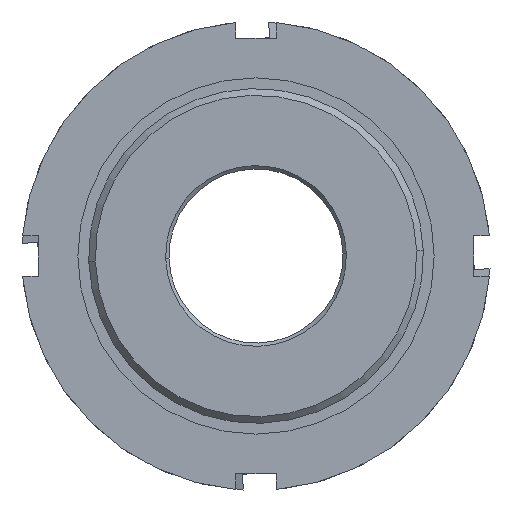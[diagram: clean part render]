
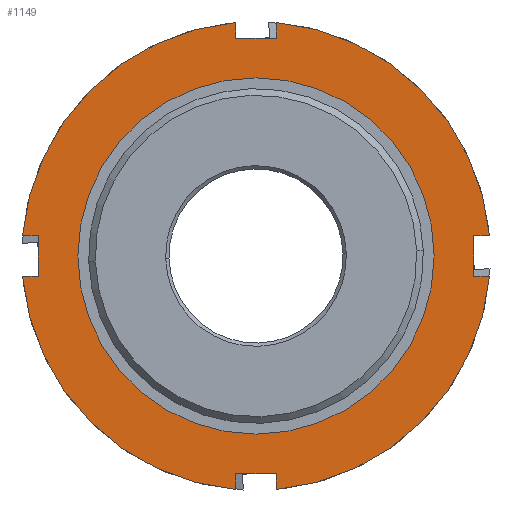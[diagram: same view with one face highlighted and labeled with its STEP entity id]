
A CAD part, front view. The second image highlights one B-rep face of the part: STEP entity #1149.
In plain terms, the highlighted planar face has unit normal (0, -1, 0).
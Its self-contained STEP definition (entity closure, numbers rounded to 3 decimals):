
#11 = EDGE_CURVE ( 'NONE', #421, #2615, #436, .T. ) ;
#12 = VERTEX_POINT ( 'NONE', #2750 ) ;
#16 = LINE ( 'NONE', #2252, #2687 ) ;
#28 = DIRECTION ( 'NONE',  ( 0., 0., 1. ) ) ;
#69 = VECTOR ( 'NONE', #103, 1000. ) ;
#103 = DIRECTION ( 'NONE',  ( -1., 0., 0. ) ) ;
#111 = ORIENTED_EDGE ( 'NONE', *, *, #2470, .F. ) ;
#133 = VECTOR ( 'NONE', #2478, 1000. ) ;
#157 = VERTEX_POINT ( 'NONE', #634 ) ;
#196 = LINE ( 'NONE', #2344, #1969 ) ;
#204 = CARTESIAN_POINT ( 'NONE',  ( 26.6, -23.269, 0. ) ) ;
#207 = CARTESIAN_POINT ( 'NONE',  ( -3., -23.269, -34.871 ) ) ;
#229 = AXIS2_PLACEMENT_3D ( 'NONE', #639, #449, #1515 ) ;
#248 = LINE ( 'NONE', #1492, #1996 ) ;
#259 = EDGE_CURVE ( 'NONE', #308, #397, #1981, .T. ) ;
#308 = VERTEX_POINT ( 'NONE', #1990 ) ;
#345 = EDGE_CURVE ( 'NONE', #157, #12, #1643, .T. ) ;
#378 = ORIENTED_EDGE ( 'NONE', *, *, #345, .F. ) ;
#397 = VERTEX_POINT ( 'NONE', #973 ) ;
#401 = CARTESIAN_POINT ( 'NONE',  ( 0., -23.269, 0. ) ) ;
#413 = CARTESIAN_POINT ( 'NONE',  ( 32.5, -23.269, 0. ) ) ;
#421 = VERTEX_POINT ( 'NONE', #2459 ) ;
#423 = AXIS2_PLACEMENT_3D ( 'NONE', #401, #628, #2553 ) ;
#433 = EDGE_CURVE ( 'NONE', #957, #2137, #2151, .T. ) ;
#436 = LINE ( 'NONE', #413, #2347 ) ;
#438 = ORIENTED_EDGE ( 'NONE', *, *, #1961, .F. ) ;
#449 = DIRECTION ( 'NONE',  ( 0., 1., 0. ) ) ;
#571 = DIRECTION ( 'NONE',  ( -1., 0., 0. ) ) ;
#628 = DIRECTION ( 'NONE',  ( 0., 1., 0. ) ) ;
#634 = CARTESIAN_POINT ( 'NONE',  ( 3., -23.269, 32.5 ) ) ;
#639 = CARTESIAN_POINT ( 'NONE',  ( 0., -23.269, 0. ) ) ;
#644 = VERTEX_POINT ( 'NONE', #2111 ) ;
#661 = CARTESIAN_POINT ( 'NONE',  ( 3., -23.269, -32.5 ) ) ;
#671 = VERTEX_POINT ( 'NONE', #2587 ) ;
#723 = CARTESIAN_POINT ( 'NONE',  ( 0., -23.269, -32.5 ) ) ;
#733 = DIRECTION ( 'NONE',  ( 0., 1., 0. ) ) ;
#757 = LINE ( 'NONE', #1905, #1502 ) ;
#766 = EDGE_CURVE ( 'NONE', #671, #1178, #2182, .T. ) ;
#775 = ORIENTED_EDGE ( 'NONE', *, *, #2495, .F. ) ;
#776 = VERTEX_POINT ( 'NONE', #1171 ) ;
#833 = AXIS2_PLACEMENT_3D ( 'NONE', #877, #1091, #2561 ) ;
#846 = DIRECTION ( 'NONE',  ( 0., 0., -1. ) ) ;
#876 = CARTESIAN_POINT ( 'NONE',  ( 3., -23.269, -34.871 ) ) ;
#877 = CARTESIAN_POINT ( 'NONE',  ( 0., -23.269, 0. ) ) ;
#941 = CARTESIAN_POINT ( 'NONE',  ( 0., -23.269, 0. ) ) ;
#957 = VERTEX_POINT ( 'NONE', #661 ) ;
#963 = ORIENTED_EDGE ( 'NONE', *, *, #1359, .F. ) ;
#972 = EDGE_CURVE ( 'NONE', #421, #1881, #196, .T. ) ;
#973 = CARTESIAN_POINT ( 'NONE',  ( -3., -23.269, 34.871 ) ) ;
#976 = EDGE_CURVE ( 'NONE', #2137, #2574, #2443, .T. ) ;
#978 = DIRECTION ( 'NONE',  ( 0., 1., 0. ) ) ;
#983 = ORIENTED_EDGE ( 'NONE', *, *, #259, .T. ) ;
#1033 = VERTEX_POINT ( 'NONE', #2379 ) ;
#1084 = FACE_BOUND ( 'NONE', #1581, .T. ) ;
#1091 = DIRECTION ( 'NONE',  ( 0., 1., 0. ) ) ;
#1124 = CARTESIAN_POINT ( 'NONE',  ( 26.6, -23.269, 3. ) ) ;
#1149 = ADVANCED_FACE ( 'NONE', ( #1084, #1234 ), #1669, .F. ) ;
#1171 = CARTESIAN_POINT ( 'NONE',  ( -32.5, -23.269, 3. ) ) ;
#1178 = VERTEX_POINT ( 'NONE', #2156 ) ;
#1200 = CIRCLE ( 'NONE', #423, 35. ) ;
#1201 = VERTEX_POINT ( 'NONE', #1973 ) ;
#1205 = CARTESIAN_POINT ( 'NONE',  ( -3., -23.269, -32.5 ) ) ;
#1209 = EDGE_CURVE ( 'NONE', #1033, #776, #2247, .T. ) ;
#1234 = FACE_OUTER_BOUND ( 'NONE', #1633, .T. ) ;
#1270 = DIRECTION ( 'NONE',  ( 1., 0., 0. ) ) ;
#1272 = DIRECTION ( 'NONE',  ( 0., 0., -1. ) ) ;
#1282 = DIRECTION ( 'NONE',  ( -1., 0., 0. ) ) ;
#1294 = VECTOR ( 'NONE', #846, 1000. ) ;
#1296 = ORIENTED_EDGE ( 'NONE', *, *, #972, .T. ) ;
#1359 = EDGE_CURVE ( 'NONE', #1201, #1442, #2741, .T. ) ;
#1375 = CARTESIAN_POINT ( 'NONE',  ( -3., -23.269, 0. ) ) ;
#1376 = CARTESIAN_POINT ( 'NONE',  ( 0., -23.269, 32.5 ) ) ;
#1382 = ORIENTED_EDGE ( 'NONE', *, *, #766, .T. ) ;
#1392 = DIRECTION ( 'NONE',  ( -1., 0., 0. ) ) ;
#1398 = ORIENTED_EDGE ( 'NONE', *, *, #2554, .T. ) ;
#1424 = CIRCLE ( 'NONE', #833, 26.6 ) ;
#1440 = VECTOR ( 'NONE', #1757, 1000. ) ;
#1442 = VERTEX_POINT ( 'NONE', #876 ) ;
#1468 = CIRCLE ( 'NONE', #1735, 35. ) ;
#1492 = CARTESIAN_POINT ( 'NONE',  ( 3., -23.269, 0. ) ) ;
#1502 = VECTOR ( 'NONE', #1282, 1000. ) ;
#1515 = DIRECTION ( 'NONE',  ( -1., 0., 0. ) ) ;
#1581 = EDGE_LOOP ( 'NONE', ( #1382, #1398 ) ) ;
#1582 = EDGE_CURVE ( 'NONE', #12, #1881, #1468, .T. ) ;
#1617 = AXIS2_PLACEMENT_3D ( 'NONE', #941, #1775, #1392 ) ;
#1633 = EDGE_LOOP ( 'NONE', ( #111, #2278, #2705, #1647, #2508, #2101, #2677, #963, #438, #2471, #1296, #2764, #378, #2585, #983, #775 ) ) ;
#1643 = LINE ( 'NONE', #2036, #133 ) ;
#1647 = ORIENTED_EDGE ( 'NONE', *, *, #1760, .F. ) ;
#1669 = PLANE ( 'NONE',  #1845 ) ;
#1674 = AXIS2_PLACEMENT_3D ( 'NONE', #1795, #733, #2703 ) ;
#1696 = DIRECTION ( 'NONE',  ( 0., 1., 0. ) ) ;
#1706 = DIRECTION ( 'NONE',  ( -1., 0., 0. ) ) ;
#1712 = CARTESIAN_POINT ( 'NONE',  ( -3., -23.269, 0. ) ) ;
#1714 = LINE ( 'NONE', #1376, #2296 ) ;
#1720 = VECTOR ( 'NONE', #2374, 1000. ) ;
#1735 = AXIS2_PLACEMENT_3D ( 'NONE', #1855, #978, #571 ) ;
#1756 = CIRCLE ( 'NONE', #229, 35. ) ;
#1757 = DIRECTION ( 'NONE',  ( 0., 0., 1. ) ) ;
#1760 = EDGE_CURVE ( 'NONE', #2574, #644, #1200, .T. ) ;
#1775 = DIRECTION ( 'NONE',  ( 0., 1., 0. ) ) ;
#1786 = EDGE_CURVE ( 'NONE', #1033, #644, #757, .T. ) ;
#1795 = CARTESIAN_POINT ( 'NONE',  ( 0., -23.269, 0. ) ) ;
#1845 = AXIS2_PLACEMENT_3D ( 'NONE', #204, #1696, #1706 ) ;
#1855 = CARTESIAN_POINT ( 'NONE',  ( 0., -23.269, 0. ) ) ;
#1876 = DIRECTION ( 'NONE',  ( 0., 0., -1. ) ) ;
#1881 = VERTEX_POINT ( 'NONE', #2378 ) ;
#1905 = CARTESIAN_POINT ( 'NONE',  ( 26.6, -23.269, -3. ) ) ;
#1961 = EDGE_CURVE ( 'NONE', #2615, #1201, #16, .T. ) ;
#1969 = VECTOR ( 'NONE', #1270, 1000. ) ;
#1973 = CARTESIAN_POINT ( 'NONE',  ( 34.871, -23.269, -3. ) ) ;
#1981 = LINE ( 'NONE', #1375, #1440 ) ;
#1990 = CARTESIAN_POINT ( 'NONE',  ( -3., -23.269, 32.5 ) ) ;
#1996 = VECTOR ( 'NONE', #1272, 1000. ) ;
#2036 = CARTESIAN_POINT ( 'NONE',  ( 3., -23.269, 0. ) ) ;
#2101 = ORIENTED_EDGE ( 'NONE', *, *, #433, .F. ) ;
#2111 = CARTESIAN_POINT ( 'NONE',  ( -34.871, -23.269, -3. ) ) ;
#2134 = CARTESIAN_POINT ( 'NONE',  ( -34.871, -23.269, 3. ) ) ;
#2137 = VERTEX_POINT ( 'NONE', #1205 ) ;
#2151 = LINE ( 'NONE', #723, #69 ) ;
#2156 = CARTESIAN_POINT ( 'NONE',  ( 26.6, -23.269, 0. ) ) ;
#2165 = CARTESIAN_POINT ( 'NONE',  ( -32.5, -23.269, 0. ) ) ;
#2182 = CIRCLE ( 'NONE', #1617, 26.6 ) ;
#2217 = DIRECTION ( 'NONE',  ( 1., 0., 0. ) ) ;
#2247 = LINE ( 'NONE', #2165, #2601 ) ;
#2252 = CARTESIAN_POINT ( 'NONE',  ( 26.6, -23.269, -3. ) ) ;
#2278 = ORIENTED_EDGE ( 'NONE', *, *, #1209, .F. ) ;
#2296 = VECTOR ( 'NONE', #2217, 1000. ) ;
#2301 = LINE ( 'NONE', #1124, #1720 ) ;
#2340 = VERTEX_POINT ( 'NONE', #2134 ) ;
#2344 = CARTESIAN_POINT ( 'NONE',  ( 26.6, -23.269, 3. ) ) ;
#2347 = VECTOR ( 'NONE', #1876, 1000. ) ;
#2374 = DIRECTION ( 'NONE',  ( -1., 0., 0. ) ) ;
#2378 = CARTESIAN_POINT ( 'NONE',  ( 34.871, -23.269, 3. ) ) ;
#2379 = CARTESIAN_POINT ( 'NONE',  ( -32.5, -23.269, -3. ) ) ;
#2390 = CARTESIAN_POINT ( 'NONE',  ( 32.5, -23.269, -3. ) ) ;
#2443 = LINE ( 'NONE', #1712, #1294 ) ;
#2459 = CARTESIAN_POINT ( 'NONE',  ( 32.5, -23.269, 3. ) ) ;
#2470 = EDGE_CURVE ( 'NONE', #776, #2340, #2301, .T. ) ;
#2471 = ORIENTED_EDGE ( 'NONE', *, *, #11, .F. ) ;
#2478 = DIRECTION ( 'NONE',  ( 0., 0., 1. ) ) ;
#2495 = EDGE_CURVE ( 'NONE', #2340, #397, #1756, .T. ) ;
#2508 = ORIENTED_EDGE ( 'NONE', *, *, #976, .F. ) ;
#2509 = EDGE_CURVE ( 'NONE', #957, #1442, #248, .T. ) ;
#2553 = DIRECTION ( 'NONE',  ( -1., 0., 0. ) ) ;
#2554 = EDGE_CURVE ( 'NONE', #1178, #671, #1424, .T. ) ;
#2561 = DIRECTION ( 'NONE',  ( -1., 0., 0. ) ) ;
#2574 = VERTEX_POINT ( 'NONE', #207 ) ;
#2585 = ORIENTED_EDGE ( 'NONE', *, *, #2695, .F. ) ;
#2587 = CARTESIAN_POINT ( 'NONE',  ( -26.6, -23.269, 0. ) ) ;
#2601 = VECTOR ( 'NONE', #28, 1000. ) ;
#2615 = VERTEX_POINT ( 'NONE', #2390 ) ;
#2677 = ORIENTED_EDGE ( 'NONE', *, *, #2509, .T. ) ;
#2684 = DIRECTION ( 'NONE',  ( 1., 0., 0. ) ) ;
#2687 = VECTOR ( 'NONE', #2684, 1000. ) ;
#2695 = EDGE_CURVE ( 'NONE', #308, #157, #1714, .T. ) ;
#2703 = DIRECTION ( 'NONE',  ( -1., 0., 0. ) ) ;
#2705 = ORIENTED_EDGE ( 'NONE', *, *, #1786, .T. ) ;
#2741 = CIRCLE ( 'NONE', #1674, 35. ) ;
#2750 = CARTESIAN_POINT ( 'NONE',  ( 3., -23.269, 34.871 ) ) ;
#2764 = ORIENTED_EDGE ( 'NONE', *, *, #1582, .F. ) ;
